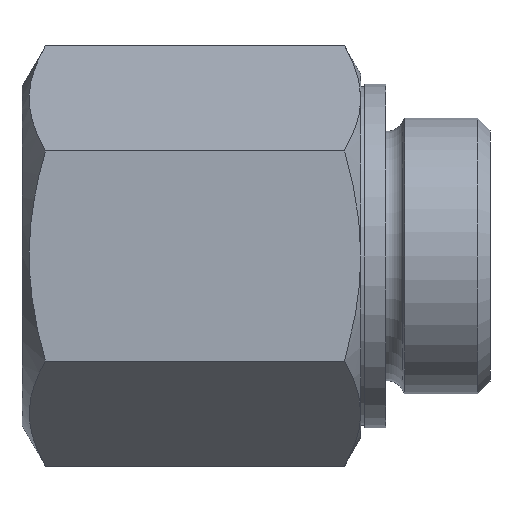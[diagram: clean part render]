
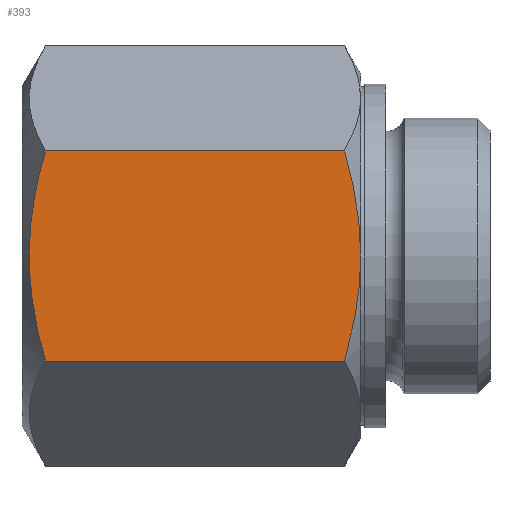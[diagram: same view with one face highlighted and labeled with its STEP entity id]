
A CAD part, left-side view. The second image highlights one B-rep face of the part: STEP entity #393.
In plain terms, the highlighted planar face has unit normal (-1, 0, 0).
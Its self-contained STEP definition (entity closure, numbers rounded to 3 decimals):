
#20=B_SPLINE_CURVE_WITH_KNOTS('',3,(#645,#646,#647,#648),.UNSPECIFIED.,
 .F.,.F.,(4,4),(0.023,0.033),.UNSPECIFIED.);
#21=B_SPLINE_CURVE_WITH_KNOTS('',3,(#649,#650,#651,#652),.UNSPECIFIED.,
 .F.,.F.,(4,4),(0.033,0.043),.UNSPECIFIED.);
#22=B_SPLINE_CURVE_WITH_KNOTS('',3,(#656,#657,#658,#659,#660,#661,#662),
 .UNSPECIFIED.,.F.,.F.,(4,1,1,1,4),(0.022,0.027,
0.032,0.037,0.043),.UNSPECIFIED.);
#38=LINE('',#642,#44);
#39=LINE('',#654,#45);
#44=VECTOR('',#534,1000.);
#45=VECTOR('',#535,1000.);
#91=ORIENTED_EDGE('',*,*,#181,.T.);
#92=ORIENTED_EDGE('',*,*,#182,.T.);
#93=ORIENTED_EDGE('',*,*,#183,.T.);
#94=ORIENTED_EDGE('',*,*,#184,.F.);
#95=ORIENTED_EDGE('',*,*,#185,.F.);
#181=EDGE_CURVE('',#229,#230,#38,.T.);
#182=EDGE_CURVE('',#230,#217,#20,.T.);
#183=EDGE_CURVE('',#217,#231,#21,.T.);
#184=EDGE_CURVE('',#232,#231,#39,.T.);
#185=EDGE_CURVE('',#229,#232,#22,.T.);
#217=VERTEX_POINT('',#610);
#229=VERTEX_POINT('',#643);
#230=VERTEX_POINT('',#644);
#231=VERTEX_POINT('',#653);
#232=VERTEX_POINT('',#655);
#290=EDGE_LOOP('',(#91,#92,#93,#94,#95));
#340=FACE_BOUND('',#290,.T.);
#376=PLANE('',#452);
#393=ADVANCED_FACE('',(#340),#376,.F.);
#452=AXIS2_PLACEMENT_3D('',#641,#532,#533);
#532=DIRECTION('',(1.,0.,0.));
#533=DIRECTION('',(0.,0.,-1.));
#534=DIRECTION('',(0.,-1.,0.));
#535=DIRECTION('',(0.,-1.,0.));
#610=CARTESIAN_POINT('',(-17.45,0.4,0.));
#641=CARTESIAN_POINT('',(-17.45,32.9,-10.075));
#642=CARTESIAN_POINT('',(-17.45,32.9,-10.075));
#643=CARTESIAN_POINT('',(-17.45,30.649,-10.075));
#644=CARTESIAN_POINT('',(-17.45,1.959,-10.075));
#645=CARTESIAN_POINT('',(-17.45,1.959,-10.075));
#646=CARTESIAN_POINT('',(-17.45,1.012,-6.796));
#647=CARTESIAN_POINT('',(-17.45,0.4,-3.449));
#648=CARTESIAN_POINT('',(-17.45,0.4,0.));
#649=CARTESIAN_POINT('',(-17.45,0.4,0.));
#650=CARTESIAN_POINT('',(-17.45,0.4,3.452));
#651=CARTESIAN_POINT('',(-17.45,1.011,6.794));
#652=CARTESIAN_POINT('',(-17.45,1.959,10.075));
#653=CARTESIAN_POINT('',(-17.45,1.959,10.075));
#654=CARTESIAN_POINT('',(-17.45,32.9,10.075));
#655=CARTESIAN_POINT('',(-17.45,30.649,10.075));
#656=CARTESIAN_POINT('',(-17.45,30.649,-10.075));
#657=CARTESIAN_POINT('',(-17.45,31.122,-8.434));
#658=CARTESIAN_POINT('',(-17.45,31.906,-5.131));
#659=CARTESIAN_POINT('',(-17.45,32.358,-0.004));
#660=CARTESIAN_POINT('',(-17.45,31.906,5.134));
#661=CARTESIAN_POINT('',(-17.45,31.122,8.435));
#662=CARTESIAN_POINT('',(-17.45,30.649,10.075));
